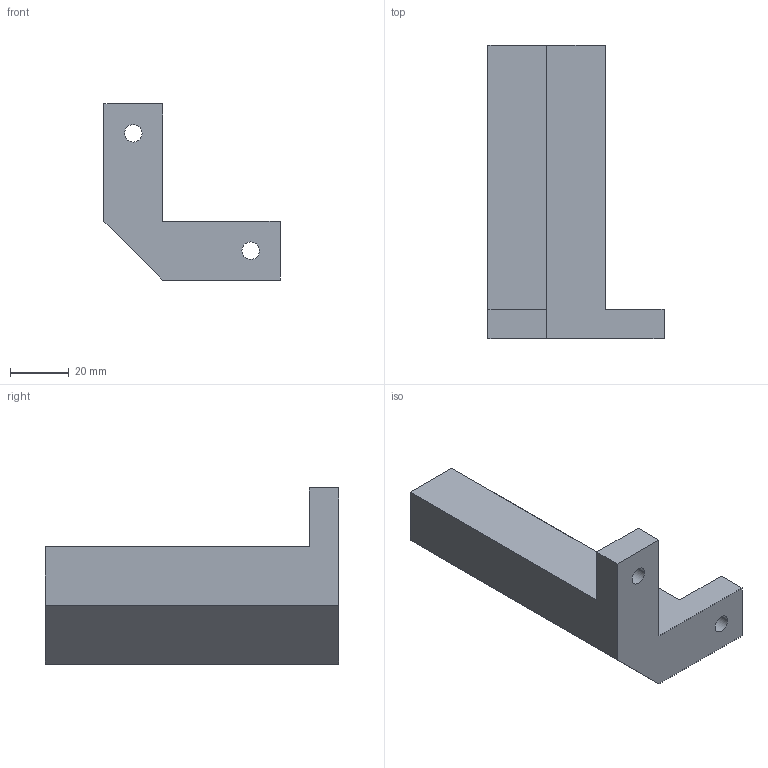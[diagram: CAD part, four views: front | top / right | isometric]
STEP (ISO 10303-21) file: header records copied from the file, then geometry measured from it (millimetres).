
FILE_DESCRIPTION((''),'2;1');
FILE_NAME('SOCLE_PIED','2025-02-28T11:30:20',('boure'),(''),'CREO PARAMETRIC BY PTC INC, 2024063','CREO PARAMETRIC BY PTC INC, 2024063','');
FILE_SCHEMA(('CONFIG_CONTROL_DESIGN'));
Length unit declared in the file: millimetre
Products named in the file (1): SOCLE_PIED
Bounding box: 60 x 100 x 60 mm (x, y, z)
Volume: 107434.5 mm3; surface area: 19492.3 mm2
Topology: 1 solids, 1 shells, 17 faces, 45 edges, 30 vertices
Faces by surface type: plane 13, cylinder 4
Entity records: 573 total; most frequent: CARTESIAN_POINT 92, ORIENTED_EDGE 90, DIRECTION 87, EDGE_CURVE 45, VECTOR 37, LINE 37, VERTEX_POINT 30, AXIS2_PLACEMENT_3D 25
